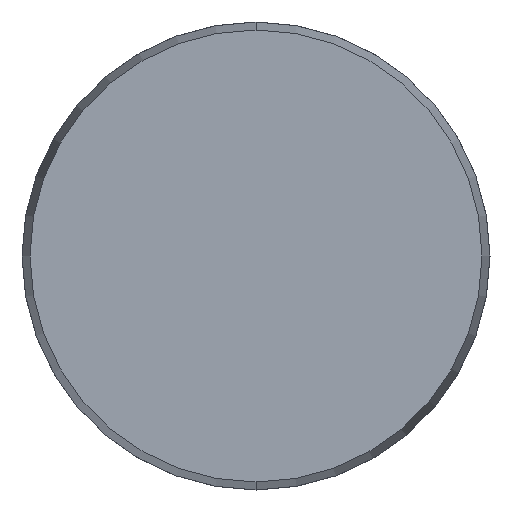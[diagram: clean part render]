
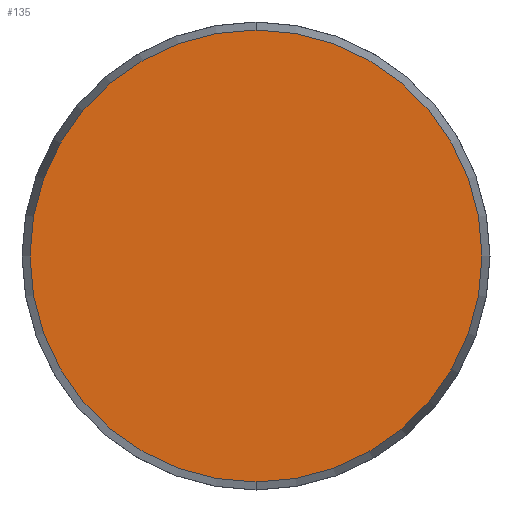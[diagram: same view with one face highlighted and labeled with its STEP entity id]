
A CAD part, front view. The second image highlights one B-rep face of the part: STEP entity #135.
In plain terms, the highlighted planar face has unit normal (0, -1, 0).
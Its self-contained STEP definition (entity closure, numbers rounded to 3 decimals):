
#128 = EDGE_LOOP ( 'NONE', ( #557, #408 ) ) ;
#135 = ADVANCED_FACE ( 'NONE', ( #220 ), #428, .F. ) ;
#143 = EDGE_CURVE ( 'NONE', #366, #673, #432, .T. ) ;
#152 = CARTESIAN_POINT ( 'NONE',  ( 0., 0., 24.143 ) ) ;
#219 = CARTESIAN_POINT ( 'NONE',  ( 0., 0., 0. ) ) ;
#220 = FACE_OUTER_BOUND ( 'NONE', #128, .T. ) ;
#272 = CIRCLE ( 'NONE', #869, 24.143 ) ;
#283 = DIRECTION ( 'NONE',  ( 0., 0., -1. ) ) ;
#366 = VERTEX_POINT ( 'NONE', #152 ) ;
#408 = ORIENTED_EDGE ( 'NONE', *, *, #688, .T. ) ;
#428 = PLANE ( 'NONE',  #702 ) ;
#432 = CIRCLE ( 'NONE', #616, 24.143 ) ;
#515 = CARTESIAN_POINT ( 'NONE',  ( 0., 0., -24.143 ) ) ;
#526 = CARTESIAN_POINT ( 'NONE',  ( 0., 0., 0. ) ) ;
#557 = ORIENTED_EDGE ( 'NONE', *, *, #143, .T. ) ;
#582 = DIRECTION ( 'NONE',  ( 0., 1., 0. ) ) ;
#616 = AXIS2_PLACEMENT_3D ( 'NONE', #526, #766, #283 ) ;
#673 = VERTEX_POINT ( 'NONE', #515 ) ;
#688 = EDGE_CURVE ( 'NONE', #673, #366, #272, .T. ) ;
#702 = AXIS2_PLACEMENT_3D ( 'NONE', #915, #582, #827 ) ;
#766 = DIRECTION ( 'NONE',  ( 0., -1., 0. ) ) ;
#827 = DIRECTION ( 'NONE',  ( 0., 0., 1. ) ) ;
#869 = AXIS2_PLACEMENT_3D ( 'NONE', #219, #994, #930 ) ;
#915 = CARTESIAN_POINT ( 'NONE',  ( -24.143, 0., 0. ) ) ;
#930 = DIRECTION ( 'NONE',  ( 0., 0., -1. ) ) ;
#994 = DIRECTION ( 'NONE',  ( 0., -1., 0. ) ) ;
